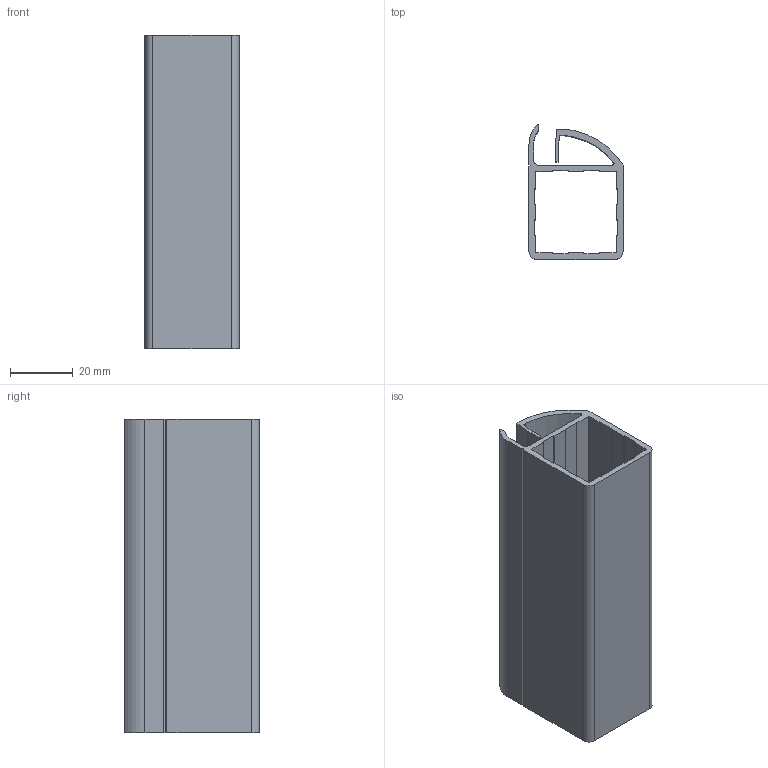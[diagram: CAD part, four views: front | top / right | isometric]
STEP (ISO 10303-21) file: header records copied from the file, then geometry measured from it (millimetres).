
FILE_DESCRIPTION(('STEP AP203'),'2;1');
FILE_NAME('XB28530.stp','2011-03-21T16:33:19',(''),(''),'2009.3.110','THINKDESIGN','');
FILE_SCHEMA(('CONFIG_CONTROL_DESIGN'));
Length unit declared in the file: millimetre
Bounding box: 30 x 43 x 100 mm (x, y, z)
Volume: 28460.1 mm3; surface area: 32037.3 mm2
Topology: 1 solids, 1 shells, 73 faces, 213 edges, 142 vertices
Faces by surface type: plane 55, cylinder 18
Entity records: 2500 total; most frequent: CARTESIAN_POINT 428, ORIENTED_EDGE 426, DIRECTION 395, EDGE_CURVE 213, VECTOR 177, LINE 177, VERTEX_POINT 142, AXIS2_PLACEMENT_3D 109
